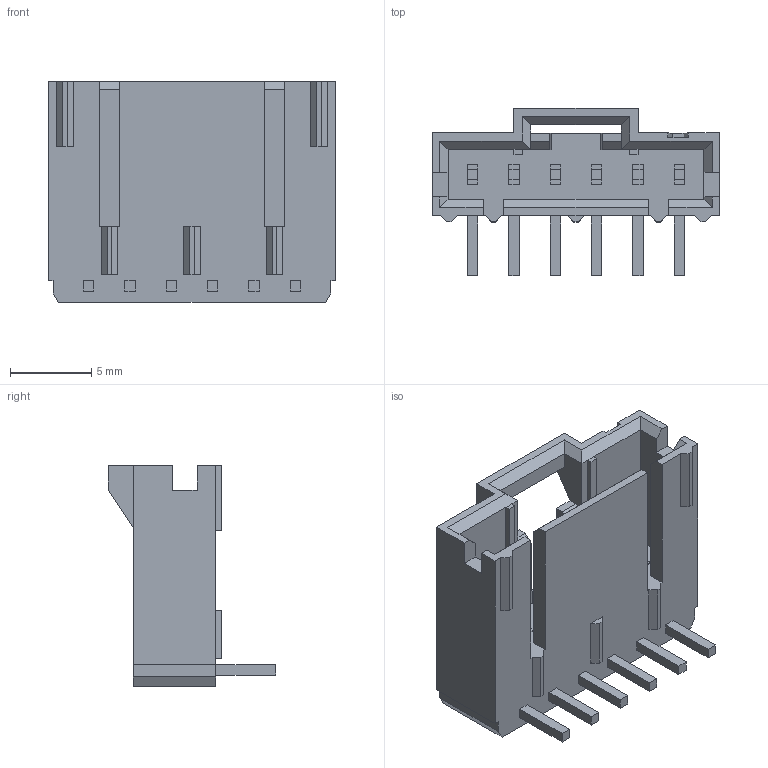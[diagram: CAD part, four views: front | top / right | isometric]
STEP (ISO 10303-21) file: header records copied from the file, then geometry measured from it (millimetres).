
FILE_DESCRIPTION((''),'2;1');
FILE_NAME('C-5-104935-7','2018-04-06T',('workeradm'),('TE Connectivity Ltd.'),'CREO PARAMETRIC BY PTC INC, 2016050','CREO PARAMETRIC BY PTC INC, 2016050','');
FILE_SCHEMA(('AUTOMOTIVE_DESIGN { 1 0 10303 214 1 1 1 1 }'));
Length unit declared in the file: millimetre
Products named in the file (1): C-5-104935-7
Bounding box: 17.65 x 10.28 x 13.59 mm (x, y, z)
Volume: 763.3 mm3; surface area: 1257.1 mm2
Topology: 1 solids, 1 shells, 179 faces, 482 edges, 316 vertices
Faces by surface type: plane 179
Entity records: 5648 total; most frequent: CARTESIAN_POINT 979, ORIENTED_EDGE 964, DIRECTION 840, VECTOR 482, LINE 482, EDGE_CURVE 482, VERTEX_POINT 316, EDGE_LOOP 192
